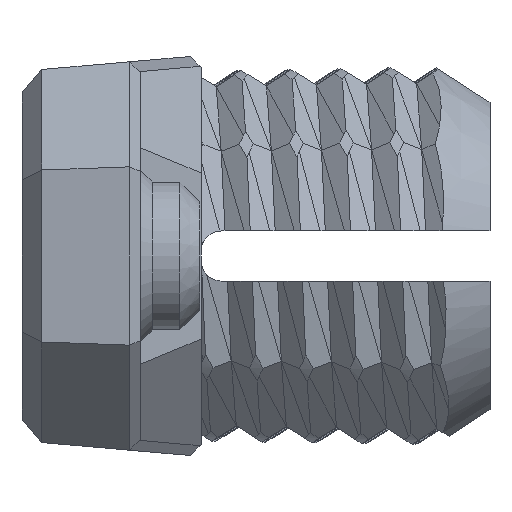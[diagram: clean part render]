
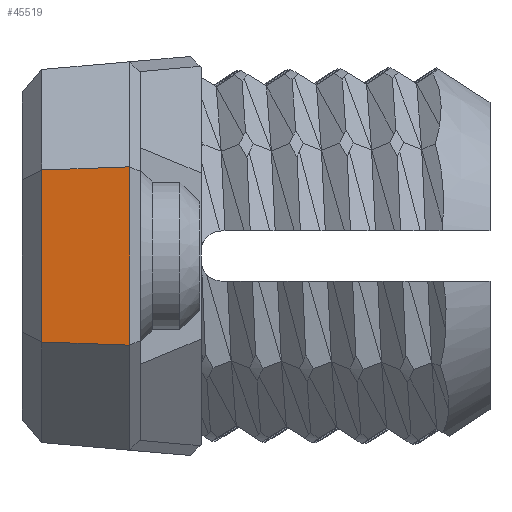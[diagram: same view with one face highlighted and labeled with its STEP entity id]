
A CAD part, left-side view. The second image highlights one B-rep face of the part: STEP entity #45519.
In plain terms, the highlighted planar face has unit normal (-0.996, 0.087, 0).
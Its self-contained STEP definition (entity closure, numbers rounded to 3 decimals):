
#4883 = PLANE('',#4884);
#4884 = AXIS2_PLACEMENT_3D('',#4885,#4886,#4887);
#4885 = CARTESIAN_POINT('',(-36.877,27.762,
    4.466));
#4886 = DIRECTION('',(0.707,0.707,0.));
#4887 = DIRECTION('',(-0.707,0.707,0.));
#5182 = PLANE('',#5183);
#5183 = AXIS2_PLACEMENT_3D('',#5184,#5185,#5186);
#5184 = CARTESIAN_POINT('',(-35.3,33.21,-9.716));
#5185 = DIRECTION('',(-0.643,0.766,0.));
#5186 = DIRECTION('',(-0.766,-0.643,0.));
#41550 = PLANE('',#41551);
#41551 = AXIS2_PLACEMENT_3D('',#41552,#41553,#41554);
#41552 = CARTESIAN_POINT('',(-31.5,29.21,9.716));
#41553 = DIRECTION('',(-0.704,0.087,
    0.704));
#41554 = DIRECTION('',(0.707,0.,
    0.707));
#41931 = PLANE('',#41932);
#41932 = AXIS2_PLACEMENT_3D('',#41933,#41934,#41935);
#41933 = CARTESIAN_POINT('',(-31.5,29.21,-9.716));
#41934 = DIRECTION('',(-0.704,0.087,
    -0.704));
#41935 = DIRECTION('',(-0.707,0.,
    0.707));
#45449 = VERTEX_POINT('',#45450);
#45450 = CARTESIAN_POINT('',(-36.877,27.762,
    -4.518));
#45471 = EDGE_CURVE('',#45472,#45449,#45474,.T.);
#45472 = VERTEX_POINT('',#45473);
#45473 = CARTESIAN_POINT('',(-36.487,32.214,
    -4.357));
#45474 = SURFACE_CURVE('',#45475,(#45479,#45486),.PCURVE_S1.);
#45475 = LINE('',#45476,#45477);
#45476 = CARTESIAN_POINT('',(-36.722,29.531,
    -4.454));
#45477 = VECTOR('',#45478,1.);
#45478 = DIRECTION('',(-0.087,-0.996,
    -0.036));
#45479 = PCURVE('',#41931,#45480);
#45480 = DEFINITIONAL_REPRESENTATION('',(#45481),#45485);
#45481 = LINE('',#45482,#45483);
#45482 = CARTESIAN_POINT('',(7.413,0.322));
#45483 = VECTOR('',#45484,1.);
#45484 = DIRECTION('',(0.036,-0.999));
#45485 = ( GEOMETRIC_REPRESENTATION_CONTEXT(2) 
PARAMETRIC_REPRESENTATION_CONTEXT() REPRESENTATION_CONTEXT('2D SPACE',''
  ) );
#45486 = PCURVE('',#45487,#45492);
#45487 = PLANE('',#45488);
#45488 = AXIS2_PLACEMENT_3D('',#45489,#45490,#45491);
#45489 = CARTESIAN_POINT('',(-36.75,29.21,4.466));
#45490 = DIRECTION('',(-0.996,0.087,0.));
#45491 = DIRECTION('',(-0.087,-0.996,0.));
#45492 = DEFINITIONAL_REPRESENTATION('',(#45493),#45497);
#45493 = LINE('',#45494,#45495);
#45494 = CARTESIAN_POINT('',(-0.322,-8.919));
#45495 = VECTOR('',#45496,1.);
#45496 = DIRECTION('',(0.999,-0.036));
#45497 = ( GEOMETRIC_REPRESENTATION_CONTEXT(2) 
PARAMETRIC_REPRESENTATION_CONTEXT() REPRESENTATION_CONTEXT('2D SPACE',''
  ) );
#45519 = ADVANCED_FACE('',(#45520),#45487,.T.);
#45520 = FACE_BOUND('',#45521,.T.);
#45521 = EDGE_LOOP('',(#45522,#45523,#45546,#45569));
#45522 = ORIENTED_EDGE('',*,*,#45471,.T.);
#45523 = ORIENTED_EDGE('',*,*,#45524,.T.);
#45524 = EDGE_CURVE('',#45449,#45525,#45527,.T.);
#45525 = VERTEX_POINT('',#45526);
#45526 = CARTESIAN_POINT('',(-36.877,27.762,
    4.518));
#45527 = SURFACE_CURVE('',#45528,(#45532,#45539),.PCURVE_S1.);
#45528 = LINE('',#45529,#45530);
#45529 = CARTESIAN_POINT('',(-36.877,27.762,
    4.538));
#45530 = VECTOR('',#45531,1.);
#45531 = DIRECTION('',(0.,0.,1.));
#45532 = PCURVE('',#45487,#45533);
#45533 = DEFINITIONAL_REPRESENTATION('',(#45534),#45538);
#45534 = LINE('',#45535,#45536);
#45535 = CARTESIAN_POINT('',(1.454,0.072));
#45536 = VECTOR('',#45537,1.);
#45537 = DIRECTION('',(0.,1.));
#45538 = ( GEOMETRIC_REPRESENTATION_CONTEXT(2) 
PARAMETRIC_REPRESENTATION_CONTEXT() REPRESENTATION_CONTEXT('2D SPACE',''
  ) );
#45539 = PCURVE('',#4883,#45540);
#45540 = DEFINITIONAL_REPRESENTATION('',(#45541),#45545);
#45541 = LINE('',#45542,#45543);
#45542 = CARTESIAN_POINT('',(0.,0.072));
#45543 = VECTOR('',#45544,1.);
#45544 = DIRECTION('',(0.,1.));
#45545 = ( GEOMETRIC_REPRESENTATION_CONTEXT(2) 
PARAMETRIC_REPRESENTATION_CONTEXT() REPRESENTATION_CONTEXT('2D SPACE',''
  ) );
#45546 = ORIENTED_EDGE('',*,*,#45547,.F.);
#45547 = EDGE_CURVE('',#45548,#45525,#45550,.T.);
#45548 = VERTEX_POINT('',#45549);
#45549 = CARTESIAN_POINT('',(-36.487,32.214,
    4.357));
#45550 = SURFACE_CURVE('',#45551,(#45555,#45562),.PCURVE_S1.);
#45551 = LINE('',#45552,#45553);
#45552 = CARTESIAN_POINT('',(-36.727,29.477,
    4.456));
#45553 = VECTOR('',#45554,1.);
#45554 = DIRECTION('',(-0.087,-0.996,
    0.036));
#45555 = PCURVE('',#45487,#45556);
#45556 = DEFINITIONAL_REPRESENTATION('',(#45557),#45561);
#45557 = LINE('',#45558,#45559);
#45558 = CARTESIAN_POINT('',(-0.268,-0.01));
#45559 = VECTOR('',#45560,1.);
#45560 = DIRECTION('',(0.999,0.036));
#45561 = ( GEOMETRIC_REPRESENTATION_CONTEXT(2) 
PARAMETRIC_REPRESENTATION_CONTEXT() REPRESENTATION_CONTEXT('2D SPACE',''
  ) );
#45562 = PCURVE('',#41550,#45563);
#45563 = DEFINITIONAL_REPRESENTATION('',(#45564),#45568);
#45564 = LINE('',#45565,#45566);
#45565 = CARTESIAN_POINT('',(-7.415,0.268));
#45566 = VECTOR('',#45567,1.);
#45567 = DIRECTION('',(-0.036,-0.999));
#45568 = ( GEOMETRIC_REPRESENTATION_CONTEXT(2) 
PARAMETRIC_REPRESENTATION_CONTEXT() REPRESENTATION_CONTEXT('2D SPACE',''
  ) );
#45569 = ORIENTED_EDGE('',*,*,#45570,.T.);
#45570 = EDGE_CURVE('',#45548,#45472,#45571,.T.);
#45571 = SURFACE_CURVE('',#45572,(#45576,#45583),.PCURVE_S1.);
#45572 = LINE('',#45573,#45574);
#45573 = CARTESIAN_POINT('',(-36.487,32.214,
    4.466));
#45574 = VECTOR('',#45575,1.);
#45575 = DIRECTION('',(0.,0.,-1.));
#45576 = PCURVE('',#45487,#45577);
#45577 = DEFINITIONAL_REPRESENTATION('',(#45578),#45582);
#45578 = LINE('',#45579,#45580);
#45579 = CARTESIAN_POINT('',(-3.015,0.));
#45580 = VECTOR('',#45581,1.);
#45581 = DIRECTION('',(0.,-1.));
#45582 = ( GEOMETRIC_REPRESENTATION_CONTEXT(2) 
PARAMETRIC_REPRESENTATION_CONTEXT() REPRESENTATION_CONTEXT('2D SPACE',''
  ) );
#45583 = PCURVE('',#5182,#45584);
#45584 = DEFINITIONAL_REPRESENTATION('',(#45585),#45589);
#45585 = LINE('',#45586,#45587);
#45586 = CARTESIAN_POINT('',(1.55,14.181));
#45587 = VECTOR('',#45588,1.);
#45588 = DIRECTION('',(0.,-1.));
#45589 = ( GEOMETRIC_REPRESENTATION_CONTEXT(2) 
PARAMETRIC_REPRESENTATION_CONTEXT() REPRESENTATION_CONTEXT('2D SPACE',''
  ) );
